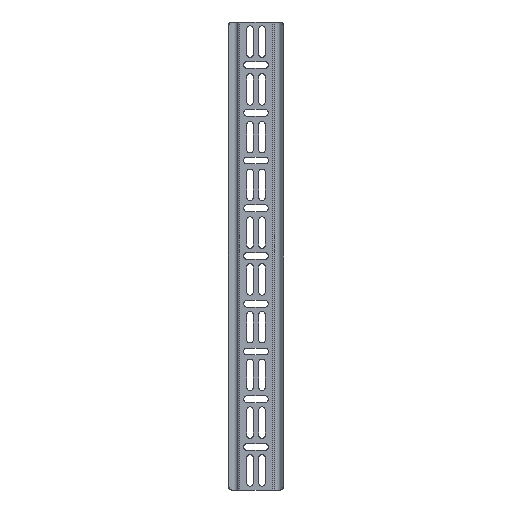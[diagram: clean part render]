
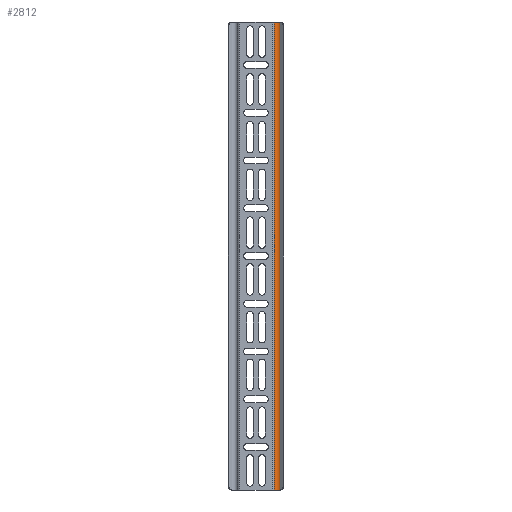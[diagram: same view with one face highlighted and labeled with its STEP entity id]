
A CAD part, front view. The second image highlights one B-rep face of the part: STEP entity #2812.
In plain terms, the highlighted cylindrical face has radius 4 mm (diameter 8 mm), a partial arc.
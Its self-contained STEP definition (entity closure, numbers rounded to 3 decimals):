
#151=B_SPLINE_CURVE_WITH_KNOTS('',3,(#4176,#4177,#4178,#4179),
 .UNSPECIFIED.,.F.,.F.,(4,4),(1.422,1.571),
 .UNSPECIFIED.);
#154=B_SPLINE_CURVE_WITH_KNOTS('',3,(#4211,#4212,#4213,#4214),
 .UNSPECIFIED.,.F.,.F.,(4,4),(6.283,6.432),
 .UNSPECIFIED.);
#168=FACE_OUTER_BOUND('',#318,.T.);
#318=EDGE_LOOP('',(#1925,#1926,#1927,#1928,#1929,#1930));
#527=CIRCLE('',#2988,4.);
#528=CIRCLE('',#2990,4.);
#671=LINE('',#4209,#943);
#672=LINE('',#4217,#944);
#943=VECTOR('',#3305,10.);
#944=VECTOR('',#3308,10.);
#1212=VERTEX_POINT('',#4149);
#1215=VERTEX_POINT('',#4172);
#1217=VERTEX_POINT('',#4175);
#1224=VERTEX_POINT('',#4205);
#1225=VERTEX_POINT('',#4210);
#1226=VERTEX_POINT('',#4215);
#1488=EDGE_CURVE('',#1215,#1217,#151,.T.);
#1499=EDGE_CURVE('',#1224,#1217,#527,.T.);
#1501=EDGE_CURVE('',#1212,#1215,#671,.T.);
#1502=EDGE_CURVE('',#1225,#1212,#154,.T.);
#1503=EDGE_CURVE('',#1226,#1225,#528,.T.);
#1504=EDGE_CURVE('',#1226,#1224,#672,.T.);
#1925=ORIENTED_EDGE('',*,*,#1488,.F.);
#1926=ORIENTED_EDGE('',*,*,#1501,.F.);
#1927=ORIENTED_EDGE('',*,*,#1502,.F.);
#1928=ORIENTED_EDGE('',*,*,#1503,.F.);
#1929=ORIENTED_EDGE('',*,*,#1504,.T.);
#1930=ORIENTED_EDGE('',*,*,#1499,.T.);
#2739=CYLINDRICAL_SURFACE('',#2989,4.);
#2812=ADVANCED_FACE('',(#168),#2739,.F.);
#2988=AXIS2_PLACEMENT_3D('',#4206,#3300,#3301);
#2989=AXIS2_PLACEMENT_3D('',#4208,#3303,#3304);
#2990=AXIS2_PLACEMENT_3D('',#4216,#3306,#3307);
#3300=DIRECTION('center_axis',(0.,0.,
-1.));
#3301=DIRECTION('ref_axis',(-0.943,0.333,0.));
#3303=DIRECTION('center_axis',(0.,0.,
-1.));
#3304=DIRECTION('ref_axis',(-0.943,0.333,0.));
#3305=DIRECTION('',(0.,0.,-1.));
#3306=DIRECTION('center_axis',(0.,0.,
-1.));
#3307=DIRECTION('ref_axis',(-0.943,0.333,0.));
#3308=DIRECTION('',(0.,0.,-1.));
#4149=CARTESIAN_POINT('',(25.395,2.916,489.945));
#4172=CARTESIAN_POINT('',(25.395,2.916,0.055));
#4175=CARTESIAN_POINT('',(24.859,3.339,0.));
#4176=CARTESIAN_POINT('Ctrl Pts',(25.395,2.916,0.055));
#4177=CARTESIAN_POINT('Ctrl Pts',(25.23,3.071,0.018));
#4178=CARTESIAN_POINT('Ctrl Pts',(25.05,3.213,0.));
#4179=CARTESIAN_POINT('Ctrl Pts',(24.859,3.339,0.));
#4205=CARTESIAN_POINT('',(18.886,1.333,0.));
#4206=CARTESIAN_POINT('Origin',(22.657,0.,
0.));
#4208=CARTESIAN_POINT('Origin',(22.657,0.,
245.));
#4209=CARTESIAN_POINT('',(25.395,2.916,245.));
#4210=CARTESIAN_POINT('',(24.859,3.339,490.));
#4211=CARTESIAN_POINT('Ctrl Pts',(24.859,3.339,490.));
#4212=CARTESIAN_POINT('Ctrl Pts',(25.05,3.213,490.));
#4213=CARTESIAN_POINT('Ctrl Pts',(25.23,3.071,489.982));
#4214=CARTESIAN_POINT('Ctrl Pts',(25.395,2.916,489.945));
#4215=CARTESIAN_POINT('',(18.886,1.333,490.));
#4216=CARTESIAN_POINT('Origin',(22.657,0.,
490.));
#4217=CARTESIAN_POINT('',(18.886,1.333,245.));
